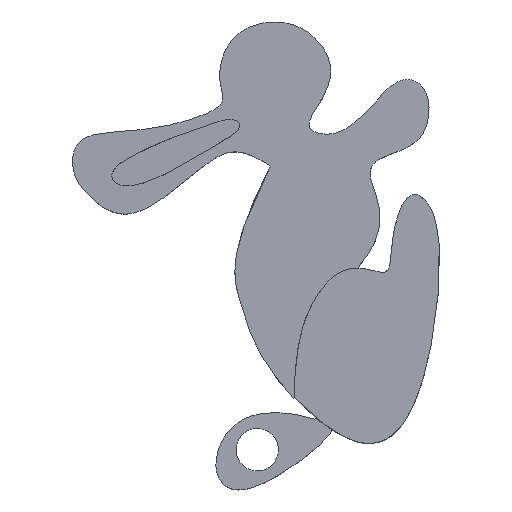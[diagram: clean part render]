
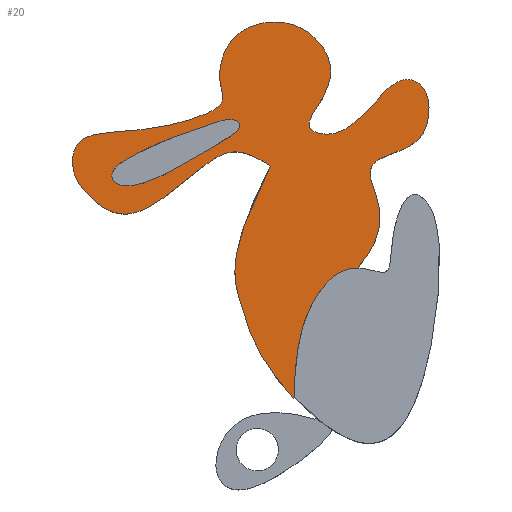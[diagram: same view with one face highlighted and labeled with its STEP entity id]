
A CAD part, top view. The second image highlights one B-rep face of the part: STEP entity #20.
In plain terms, the highlighted planar face has unit normal (0, 0, 1).
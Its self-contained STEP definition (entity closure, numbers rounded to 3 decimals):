
#14=FACE_BOUND('',#59,.T.);
#20=ADVANCED_FACE('',(#39,#14),#286,.T.);
#39=FACE_OUTER_BOUND('',#58,.T.);
#58=EDGE_LOOP('',(#89,#90,#91,#92,#93));
#59=EDGE_LOOP('',(#94,#95));
#89=ORIENTED_EDGE('',*,*,#183,.T.);
#90=ORIENTED_EDGE('',*,*,#184,.T.);
#91=ORIENTED_EDGE('',*,*,#186,.T.);
#92=ORIENTED_EDGE('',*,*,#171,.T.);
#93=ORIENTED_EDGE('',*,*,#173,.T.);
#94=ORIENTED_EDGE('',*,*,#176,.T.);
#95=ORIENTED_EDGE('',*,*,#208,.T.);
#171=EDGE_CURVE('',#259,#261,#222,.T.);
#173=EDGE_CURVE('',#261,#270,#224,.T.);
#176=EDGE_CURVE('',#263,#283,#227,.T.);
#183=EDGE_CURVE('',#270,#271,#234,.T.);
#184=EDGE_CURVE('',#271,#267,#235,.T.);
#186=EDGE_CURVE('',#267,#259,#237,.T.);
#208=EDGE_CURVE('',#283,#263,#256,.T.);
#222=B_SPLINE_CURVE_WITH_KNOTS('',3,(#698,#699,#700,#701,#702,#703),
 .UNSPECIFIED.,.F.,.F.,(4,1,1,4),(0.,2.034,3.543,
5.063),.UNSPECIFIED.);
#224=B_SPLINE_CURVE_WITH_KNOTS('',3,(#708,#709,#710,#711),.UNSPECIFIED.,
 .F.,.F.,(4,4),(0.,0.059),.UNSPECIFIED.);
#227=B_SPLINE_CURVE_WITH_KNOTS('',3,(#724,#725,#726,#727,#728,#729,#730,
#731,#732,#733,#734,#735,#736),.UNSPECIFIED.,.F.,.F.,(4,3,3,3,4),(0.,2.427,
4.855,7.282,9.709),.UNSPECIFIED.);
#234=B_SPLINE_CURVE_WITH_KNOTS('',3,(#779,#780,#781,#782),.UNSPECIFIED.,
 .F.,.F.,(4,4),(-38.8,-35.452),.UNSPECIFIED.);
#235=B_SPLINE_CURVE_WITH_KNOTS('',3,(#783,#784,#785,#786,#787,#788,#789),
 .UNSPECIFIED.,.F.,.F.,(4,3,4),(-69.329,-65.783,-65.769),
 .UNSPECIFIED.);
#237=B_SPLINE_CURVE_WITH_KNOTS('',3,(#815,#816,#817,#818,#819,#820,#821,
#822,#823,#824,#825,#826,#827,#828,#829,#830,#831,#832,#833,#834,#835,#836,
#837,#838,#839),.UNSPECIFIED.,.F.,.F.,(4,1,1,1,1,1,1,1,1,1,1,1,1,1,1,1,
1,1,1,1,1,1,4),(-44.214,-42.211,-40.198,-38.186,
-36.173,-34.16,-32.147,-30.135,-28.122,
-26.109,-24.096,-22.083,-20.071,
-18.058,-16.045,-14.032,-12.02,-10.007,
-7.994,-5.981,-3.969,-1.956,
0.),.UNSPECIFIED.);
#256=B_SPLINE_CURVE_WITH_KNOTS('',3,(#961,#962,#963,#964,#965,#966,#967,
#968,#969,#970),.UNSPECIFIED.,.F.,.F.,(4,3,3,4),(9.709,12.137,
14.564,16.991),.UNSPECIFIED.);
#259=VERTEX_POINT('',#657);
#261=VERTEX_POINT('',#659);
#263=VERTEX_POINT('',#661);
#267=VERTEX_POINT('',#665);
#270=VERTEX_POINT('',#668);
#271=VERTEX_POINT('',#669);
#283=VERTEX_POINT('',#681);
#286=PLANE('',#392);
#392=AXIS2_PLACEMENT_3D('',#648,#402,$);
#402=DIRECTION('',(0.,0.,1.));
#648=CARTESIAN_POINT('',(2.559,6.206,3.257));
#657=CARTESIAN_POINT('',(10.468,15.43,3.257));
#659=CARTESIAN_POINT('',(11.383,6.354,3.257));
#661=CARTESIAN_POINT('',(8.296,16.205,3.257));
#665=CARTESIAN_POINT('',(13.88,11.438,3.257));
#668=CARTESIAN_POINT('',(11.397,6.389,3.257));
#669=CARTESIAN_POINT('',(11.966,9.756,3.257));
#681=CARTESIAN_POINT('',(6.594,16.525,3.257));
#698=CARTESIAN_POINT('',(10.468,15.43,3.257));
#699=CARTESIAN_POINT('',(8.738,12.035,3.257));
#700=CARTESIAN_POINT('',(9.225,10.366,3.257));
#701=CARTESIAN_POINT('',(9.839,8.257,3.257));
#702=CARTESIAN_POINT('',(10.831,6.935,3.257));
#703=CARTESIAN_POINT('',(11.383,6.354,3.257));
#708=CARTESIAN_POINT('',(11.383,6.354,3.257));
#709=CARTESIAN_POINT('',(11.388,6.366,3.257));
#710=CARTESIAN_POINT('',(11.393,6.377,3.257));
#711=CARTESIAN_POINT('',(11.397,6.389,3.257));
#724=CARTESIAN_POINT('',(8.296,16.205,3.257));
#725=CARTESIAN_POINT('',(7.7,15.845,3.257));
#726=CARTESIAN_POINT('',(6.785,15.293,3.257));
#727=CARTESIAN_POINT('',(6.074,14.979,3.257));
#728=CARTESIAN_POINT('',(5.364,14.665,3.257));
#729=CARTESIAN_POINT('',(4.858,14.59,3.257));
#730=CARTESIAN_POINT('',(4.552,14.706,3.257));
#731=CARTESIAN_POINT('',(4.246,14.822,3.257));
#732=CARTESIAN_POINT('',(4.14,15.13,3.257));
#733=CARTESIAN_POINT('',(4.517,15.47,3.257));
#734=CARTESIAN_POINT('',(4.893,15.81,3.257));
#735=CARTESIAN_POINT('',(5.752,16.181,3.257));
#736=CARTESIAN_POINT('',(6.594,16.525,3.257));
#779=CARTESIAN_POINT('',(11.397,6.389,3.257));
#780=CARTESIAN_POINT('',(11.398,6.556,3.257));
#781=CARTESIAN_POINT('',(11.42,8.648,3.257));
#782=CARTESIAN_POINT('',(11.966,9.756,3.257));
#783=CARTESIAN_POINT('',(11.966,9.756,3.257));
#784=CARTESIAN_POINT('',(12.66,11.167,3.257));
#785=CARTESIAN_POINT('',(13.327,11.439,3.257));
#786=CARTESIAN_POINT('',(13.873,11.438,3.257));
#787=CARTESIAN_POINT('',(13.876,11.438,3.257));
#788=CARTESIAN_POINT('',(13.878,11.438,3.257));
#789=CARTESIAN_POINT('',(13.88,11.438,3.257));
#815=CARTESIAN_POINT('',(13.88,11.438,3.257));
#816=CARTESIAN_POINT('',(15.32,13.069,3.257));
#817=CARTESIAN_POINT('',(13.871,15.295,3.257));
#818=CARTESIAN_POINT('',(14.995,15.863,3.257));
#819=CARTESIAN_POINT('',(16.603,16.344,3.257));
#820=CARTESIAN_POINT('',(16.834,18.463,3.257));
#821=CARTESIAN_POINT('',(15.587,19.111,3.257));
#822=CARTESIAN_POINT('',(14.473,17.797,3.257));
#823=CARTESIAN_POINT('',(13.149,16.457,3.257));
#824=CARTESIAN_POINT('',(11.583,16.847,3.257));
#825=CARTESIAN_POINT('',(12.538,17.945,3.257));
#826=CARTESIAN_POINT('',(13.136,19.536,3.257));
#827=CARTESIAN_POINT('',(11.502,21.349,3.257));
#828=CARTESIAN_POINT('',(8.821,20.861,3.257));
#829=CARTESIAN_POINT('',(8.272,18.592,3.257));
#830=CARTESIAN_POINT('',(9.066,17.729,3.257));
#831=CARTESIAN_POINT('',(5.692,16.701,3.257));
#832=CARTESIAN_POINT('',(2.858,16.841,3.257));
#833=CARTESIAN_POINT('',(2.62,15.277,3.257));
#834=CARTESIAN_POINT('',(3.172,14.391,3.257));
#835=CARTESIAN_POINT('',(4.905,12.933,3.257));
#836=CARTESIAN_POINT('',(7.752,15.376,3.257));
#837=CARTESIAN_POINT('',(9.108,16.368,3.257));
#838=CARTESIAN_POINT('',(10.437,15.464,3.257));
#839=CARTESIAN_POINT('',(10.468,15.43,3.257));
#961=CARTESIAN_POINT('',(6.594,16.525,3.257));
#962=CARTESIAN_POINT('',(7.436,16.868,3.257));
#963=CARTESIAN_POINT('',(8.262,17.183,3.257));
#964=CARTESIAN_POINT('',(8.734,17.241,3.257));
#965=CARTESIAN_POINT('',(9.206,17.298,3.257));
#966=CARTESIAN_POINT('',(9.326,17.098,3.257));
#967=CARTESIAN_POINT('',(9.247,16.914,3.257));
#968=CARTESIAN_POINT('',(9.168,16.731,3.257));
#969=CARTESIAN_POINT('',(8.892,16.564,3.257));
#970=CARTESIAN_POINT('',(8.296,16.205,3.257));
